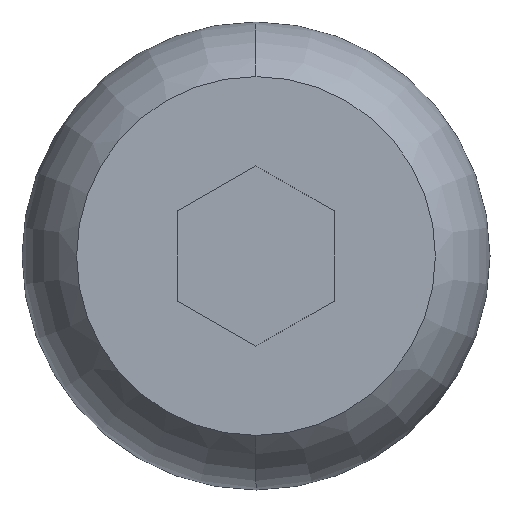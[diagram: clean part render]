
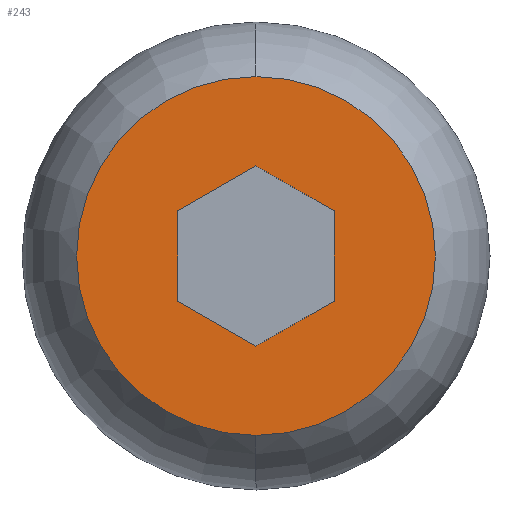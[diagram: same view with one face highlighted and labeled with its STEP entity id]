
A CAD part, left-side view. The second image highlights one B-rep face of the part: STEP entity #243.
In plain terms, the highlighted planar face has unit normal (-1, 0, 0).
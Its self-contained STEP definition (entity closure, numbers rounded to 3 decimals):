
#9 = CARTESIAN_POINT ( 'NONE',  ( 0., 0., 2.875 ) ) ;
#10 = LINE ( 'NONE', #440, #663 ) ;
#25 = VERTEX_POINT ( 'NONE', #9 ) ;
#30 = DIRECTION ( 'NONE',  ( 0., -0.866, 0.5 ) ) ;
#33 = VERTEX_POINT ( 'NONE', #224 ) ;
#38 = AXIS2_PLACEMENT_3D ( 'NONE', #340, #194, #208 ) ;
#40 = CARTESIAN_POINT ( 'NONE',  ( 0., 0., -1.443 ) ) ;
#51 = CARTESIAN_POINT ( 'NONE',  ( 0., 0., -1.443 ) ) ;
#53 = EDGE_CURVE ( 'NONE', #281, #296, #561, .T. ) ;
#82 = VECTOR ( 'NONE', #615, 1000. ) ;
#106 = LINE ( 'NONE', #572, #362 ) ;
#119 = CIRCLE ( 'NONE', #463, 2.875 ) ;
#148 = ORIENTED_EDGE ( 'NONE', *, *, #215, .F. ) ;
#155 = EDGE_CURVE ( 'NONE', #25, #175, #164, .T. ) ;
#164 = CIRCLE ( 'NONE', #307, 2.875 ) ;
#175 = VERTEX_POINT ( 'NONE', #189 ) ;
#181 = CARTESIAN_POINT ( 'NONE',  ( 0., 1.25, 0.722 ) ) ;
#189 = CARTESIAN_POINT ( 'NONE',  ( 0., 0., -2.875 ) ) ;
#194 = DIRECTION ( 'NONE',  ( -1., 0., 0. ) ) ;
#195 = DIRECTION ( 'NONE',  ( 1., 0., 0. ) ) ;
#208 = DIRECTION ( 'NONE',  ( 0., 0., 1. ) ) ;
#215 = EDGE_CURVE ( 'NONE', #492, #612, #378, .T. ) ;
#224 = CARTESIAN_POINT ( 'NONE',  ( 0., 1.25, -0.722 ) ) ;
#225 = DIRECTION ( 'NONE',  ( 1., 0., 0. ) ) ;
#232 = ORIENTED_EDGE ( 'NONE', *, *, #514, .F. ) ;
#237 = LINE ( 'NONE', #40, #617 ) ;
#240 = ORIENTED_EDGE ( 'NONE', *, *, #417, .F. ) ;
#243 = ADVANCED_FACE ( 'NONE', ( #662, #650 ), #456, .T. ) ;
#248 = ORIENTED_EDGE ( 'NONE', *, *, #155, .F. ) ;
#250 = CARTESIAN_POINT ( 'NONE',  ( 0., 0., 0. ) ) ;
#277 = ORIENTED_EDGE ( 'NONE', *, *, #294, .F. ) ;
#278 = DIRECTION ( 'NONE',  ( 0., 0.866, -0.5 ) ) ;
#281 = VERTEX_POINT ( 'NONE', #387 ) ;
#282 = DIRECTION ( 'NONE',  ( 0., 0., -1. ) ) ;
#294 = EDGE_CURVE ( 'NONE', #296, #492, #556, .T. ) ;
#296 = VERTEX_POINT ( 'NONE', #658 ) ;
#307 = AXIS2_PLACEMENT_3D ( 'NONE', #250, #195, #282 ) ;
#311 = EDGE_CURVE ( 'NONE', #434, #281, #237, .T. ) ;
#322 = ORIENTED_EDGE ( 'NONE', *, *, #53, .F. ) ;
#328 = DIRECTION ( 'NONE',  ( 0., 0., -1. ) ) ;
#340 = CARTESIAN_POINT ( 'NONE',  ( 0., 0., 0. ) ) ;
#341 = CARTESIAN_POINT ( 'NONE',  ( 0., -1.25, -0.722 ) ) ;
#362 = VECTOR ( 'NONE', #517, 1000. ) ;
#363 = ORIENTED_EDGE ( 'NONE', *, *, #574, .F. ) ;
#370 = CARTESIAN_POINT ( 'NONE',  ( 0., 0., 1.443 ) ) ;
#378 = LINE ( 'NONE', #370, #425 ) ;
#387 = CARTESIAN_POINT ( 'NONE',  ( 0., -1.25, -0.722 ) ) ;
#399 = CARTESIAN_POINT ( 'NONE',  ( 0., -1.25, 0.722 ) ) ;
#414 = EDGE_LOOP ( 'NONE', ( #232, #248 ) ) ;
#417 = EDGE_CURVE ( 'NONE', #612, #33, #106, .T. ) ;
#425 = VECTOR ( 'NONE', #278, 1000. ) ;
#434 = VERTEX_POINT ( 'NONE', #51 ) ;
#440 = CARTESIAN_POINT ( 'NONE',  ( 0., 1.25, -0.722 ) ) ;
#456 = PLANE ( 'NONE',  #38 ) ;
#462 = VECTOR ( 'NONE', #597, 1000. ) ;
#463 = AXIS2_PLACEMENT_3D ( 'NONE', #636, #225, #328 ) ;
#486 = DIRECTION ( 'NONE',  ( 0., -0.866, -0.5 ) ) ;
#492 = VERTEX_POINT ( 'NONE', #545 ) ;
#514 = EDGE_CURVE ( 'NONE', #175, #25, #119, .T. ) ;
#517 = DIRECTION ( 'NONE',  ( 0., 0., -1. ) ) ;
#523 = ORIENTED_EDGE ( 'NONE', *, *, #311, .F. ) ;
#545 = CARTESIAN_POINT ( 'NONE',  ( 0., 0., 1.443 ) ) ;
#556 = LINE ( 'NONE', #399, #82 ) ;
#561 = LINE ( 'NONE', #341, #462 ) ;
#572 = CARTESIAN_POINT ( 'NONE',  ( 0., 1.25, 0.722 ) ) ;
#574 = EDGE_CURVE ( 'NONE', #33, #434, #10, .T. ) ;
#597 = DIRECTION ( 'NONE',  ( 0., 0., 1. ) ) ;
#612 = VERTEX_POINT ( 'NONE', #181 ) ;
#615 = DIRECTION ( 'NONE',  ( 0., 0.866, 0.5 ) ) ;
#617 = VECTOR ( 'NONE', #30, 1000. ) ;
#636 = CARTESIAN_POINT ( 'NONE',  ( 0., 0., 0. ) ) ;
#650 = FACE_OUTER_BOUND ( 'NONE', #414, .T. ) ;
#658 = CARTESIAN_POINT ( 'NONE',  ( 0., -1.25, 0.722 ) ) ;
#661 = EDGE_LOOP ( 'NONE', ( #148, #277, #322, #523, #363, #240 ) ) ;
#662 = FACE_BOUND ( 'NONE', #661, .T. ) ;
#663 = VECTOR ( 'NONE', #486, 1000. ) ;
